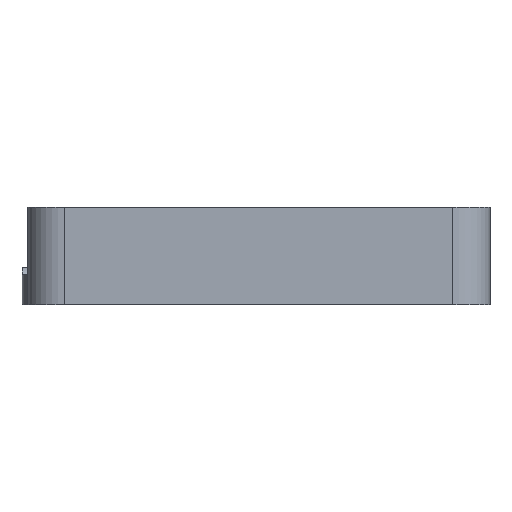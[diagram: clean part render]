
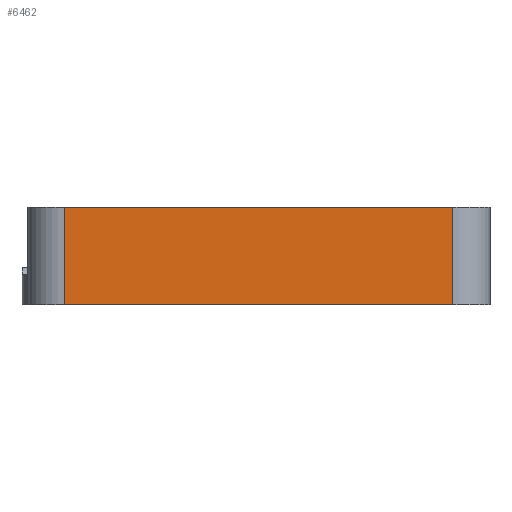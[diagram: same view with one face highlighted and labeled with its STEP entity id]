
A CAD part, left-side view. The second image highlights one B-rep face of the part: STEP entity #6462.
In plain terms, the highlighted planar face has unit normal (-1, 0, 0).
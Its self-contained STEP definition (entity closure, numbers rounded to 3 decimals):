
#609=PLANE('',#6845);
#750=FACE_OUTER_BOUND('',#1111,.T.);
#1111=EDGE_LOOP('',(#4435,#4436,#4437,#4438));
#1515=LINE('',#8205,#2093);
#1518=LINE('',#8224,#2096);
#1519=LINE('',#8227,#2097);
#1520=LINE('',#8228,#2098);
#2093=VECTOR('',#7112,10.);
#2096=VECTOR('',#7131,10.);
#2097=VECTOR('',#7134,10.);
#2098=VECTOR('',#7135,10.);
#2738=VERTEX_POINT('',#8202);
#2739=VERTEX_POINT('',#8204);
#2747=VERTEX_POINT('',#8222);
#2748=VERTEX_POINT('',#8226);
#3412=EDGE_CURVE('',#2738,#2739,#1515,.T.);
#3422=EDGE_CURVE('',#2747,#2738,#1518,.T.);
#3423=EDGE_CURVE('',#2747,#2748,#1519,.T.);
#3424=EDGE_CURVE('',#2739,#2748,#1520,.T.);
#4435=ORIENTED_EDGE('',*,*,#3422,.F.);
#4436=ORIENTED_EDGE('',*,*,#3423,.T.);
#4437=ORIENTED_EDGE('',*,*,#3424,.F.);
#4438=ORIENTED_EDGE('',*,*,#3412,.F.);
#6462=ADVANCED_FACE('',(#750),#609,.T.);
#6845=AXIS2_PLACEMENT_3D('',#8225,#7132,#7133);
#7112=DIRECTION('',(0.,-1.,0.));
#7131=DIRECTION('',(0.,0.,1.));
#7132=DIRECTION('center_axis',(-1.,0.,0.));
#7133=DIRECTION('ref_axis',(0.,-1.,0.));
#7134=DIRECTION('',(0.,-1.,0.));
#7135=DIRECTION('',(0.,0.,-1.));
#8202=CARTESIAN_POINT('',(-40.5,26.,13.));
#8204=CARTESIAN_POINT('',(-40.5,-26.,13.));
#8205=CARTESIAN_POINT('',(-40.5,31.,13.));
#8222=CARTESIAN_POINT('',(-40.5,26.,0.));
#8224=CARTESIAN_POINT('',(-40.5,26.,0.));
#8225=CARTESIAN_POINT('Origin',(-40.5,31.,0.));
#8226=CARTESIAN_POINT('',(-40.5,-26.,0.));
#8227=CARTESIAN_POINT('',(-40.5,31.,0.));
#8228=CARTESIAN_POINT('',(-40.5,-26.,0.));
